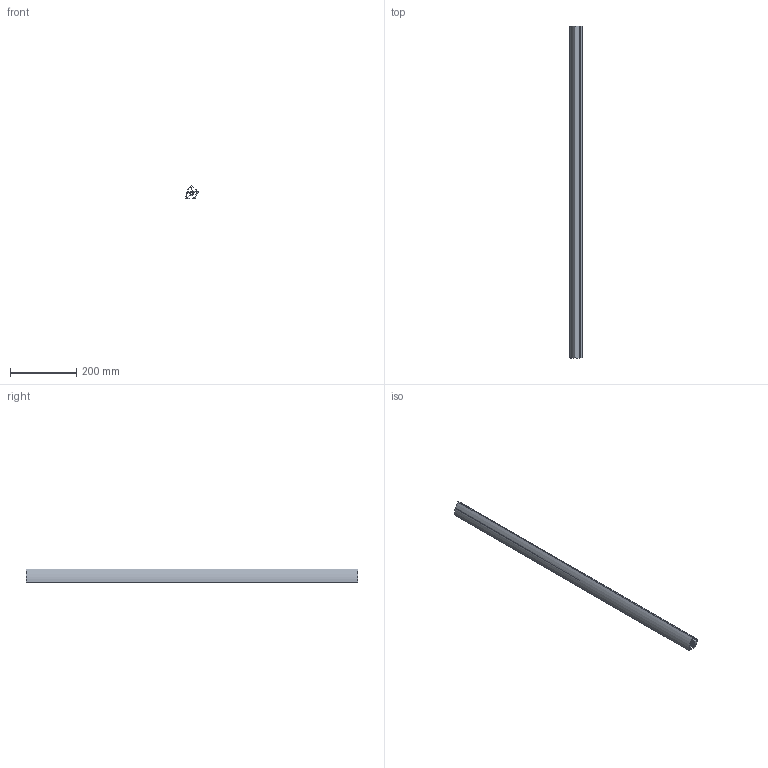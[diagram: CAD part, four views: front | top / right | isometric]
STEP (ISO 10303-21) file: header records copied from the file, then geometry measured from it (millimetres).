
FILE_DESCRIPTION(('STEP AP203'),'1');
FILE_NAME('BASE08B0041.stp','2023-10-13T08:40:12',(' '),(' '),'Spatial InterOp 3D',' ',' ');
FILE_SCHEMA(('CONFIG_CONTROL_DESIGN'));
Length unit declared in the file: millimetre
Products named in the file (1): Profilé 8 R30/60-45°
Bounding box: 37.97 x 1000 x 41.57 mm (x, y, z)
Volume: 402525.8 mm3; surface area: 389091.2 mm2
Topology: 1 solids, 1 shells, 78 faces, 228 edges, 152 vertices
Faces by surface type: plane 62, cylinder 16
Entity records: 2702 total; most frequent: CARTESIAN_POINT 459, ORIENTED_EDGE 456, DIRECTION 418, EDGE_CURVE 228, LINE 196, VECTOR 196, VERTEX_POINT 152, AXIS2_PLACEMENT_3D 111
